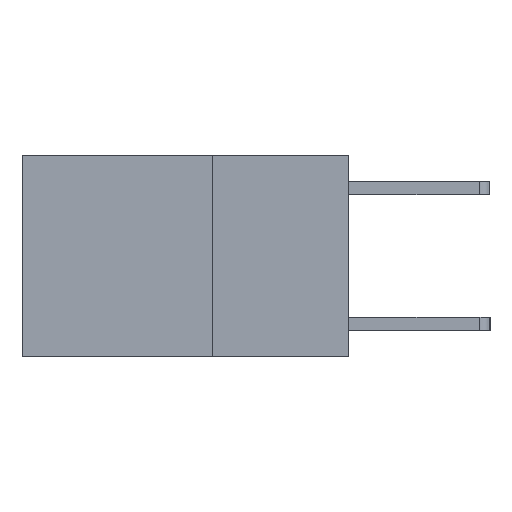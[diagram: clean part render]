
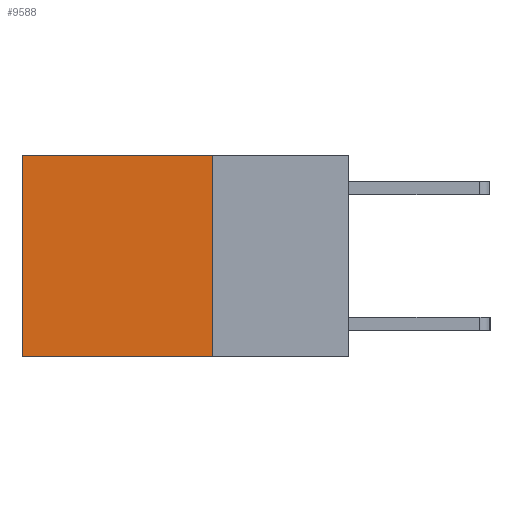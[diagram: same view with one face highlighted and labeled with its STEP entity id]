
A CAD part, left-side view. The second image highlights one B-rep face of the part: STEP entity #9588.
In plain terms, the highlighted planar face has unit normal (-1, 0, 0).
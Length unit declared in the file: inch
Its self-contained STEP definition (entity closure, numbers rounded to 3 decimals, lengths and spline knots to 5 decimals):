
#32 = EDGE_CURVE ( 'NONE', #8039, #4741, #8084, .T. ) ;
#433 = EDGE_CURVE ( 'NONE', #4741, #9081, #2934, .T. ) ;
#546 = CARTESIAN_POINT ( 'NONE',  ( 0.2625, 0.6, 0. ) ) ;
#671 = DIRECTION ( 'NONE',  ( 0., 0., -1. ) ) ;
#755 = LINE ( 'NONE', #2186, #8545 ) ;
#1782 = ORIENTED_EDGE ( 'NONE', *, *, #32, .T. ) ;
#1910 = DIRECTION ( 'NONE',  ( 0., 0., -1. ) ) ;
#2186 = CARTESIAN_POINT ( 'NONE',  ( 0.2625, 0.25, -0.37 ) ) ;
#2237 = VECTOR ( 'NONE', #8340, 39.37008 ) ;
#2389 = ORIENTED_EDGE ( 'NONE', *, *, #3639, .F. ) ;
#2547 = ORIENTED_EDGE ( 'NONE', *, *, #5943, .F. ) ;
#2716 = CARTESIAN_POINT ( 'NONE',  ( 0.2625, 0.6, 0. ) ) ;
#2934 = LINE ( 'NONE', #546, #4445 ) ;
#3142 = CARTESIAN_POINT ( 'NONE',  ( 0.2625, 0.25, 0. ) ) ;
#3639 = EDGE_CURVE ( 'NONE', #8258, #9081, #755, .T. ) ;
#3765 = EDGE_LOOP ( 'NONE', ( #6315, #2389, #2547, #1782 ) ) ;
#4261 = VECTOR ( 'NONE', #1910, 39.37008 ) ;
#4440 = CARTESIAN_POINT ( 'NONE',  ( 0.2625, 0.25, 0. ) ) ;
#4445 = VECTOR ( 'NONE', #8051, 39.37008 ) ;
#4741 = VERTEX_POINT ( 'NONE', #2716 ) ;
#5163 = DIRECTION ( 'NONE',  ( 1., 0., 0. ) ) ;
#5624 = CARTESIAN_POINT ( 'NONE',  ( 0.2625, 0.25, 0. ) ) ;
#5943 = EDGE_CURVE ( 'NONE', #8039, #8258, #8021, .T. ) ;
#6243 = FACE_OUTER_BOUND ( 'NONE', #3765, .T. ) ;
#6315 = ORIENTED_EDGE ( 'NONE', *, *, #433, .T. ) ;
#6983 = CARTESIAN_POINT ( 'NONE',  ( 0.2625, 0.25, -0.37 ) ) ;
#7431 = DIRECTION ( 'NONE',  ( 0., 1., 0. ) ) ;
#8021 = LINE ( 'NONE', #5624, #4261 ) ;
#8039 = VERTEX_POINT ( 'NONE', #8989 ) ;
#8051 = DIRECTION ( 'NONE',  ( 0., 0., -1. ) ) ;
#8084 = LINE ( 'NONE', #3142, #2237 ) ;
#8185 = PLANE ( 'NONE',  #8198 ) ;
#8198 = AXIS2_PLACEMENT_3D ( 'NONE', #4440, #5163, #671 ) ;
#8258 = VERTEX_POINT ( 'NONE', #6983 ) ;
#8340 = DIRECTION ( 'NONE',  ( 0., 1., 0. ) ) ;
#8545 = VECTOR ( 'NONE', #7431, 39.37008 ) ;
#8989 = CARTESIAN_POINT ( 'NONE',  ( 0.2625, 0.25, 0. ) ) ;
#9081 = VERTEX_POINT ( 'NONE', #9108 ) ;
#9108 = CARTESIAN_POINT ( 'NONE',  ( 0.2625, 0.6, -0.37 ) ) ;
#9588 = ADVANCED_FACE ( 'NONE', ( #6243 ), #8185, .F. ) ;
